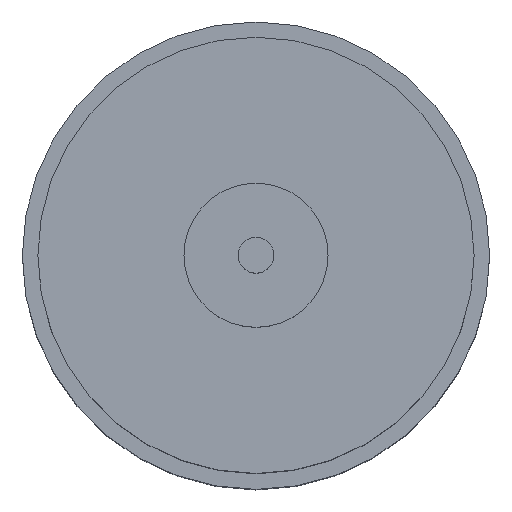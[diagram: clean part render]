
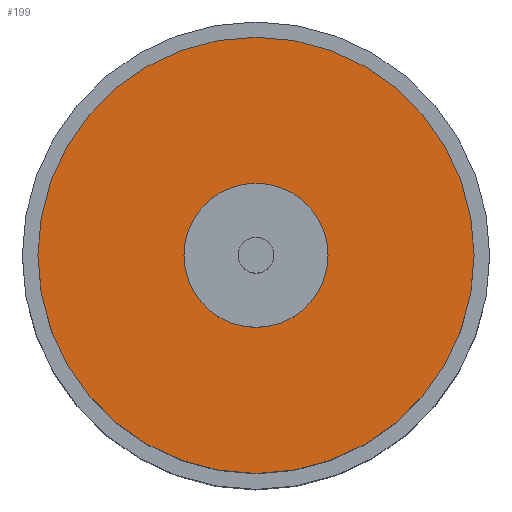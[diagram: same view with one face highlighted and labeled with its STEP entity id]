
A CAD part, top view. The second image highlights one B-rep face of the part: STEP entity #199.
In plain terms, the highlighted planar face has unit normal (0, 0, 1).
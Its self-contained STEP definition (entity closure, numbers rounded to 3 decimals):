
#130 = CYLINDRICAL_SURFACE('',#131,4.625);
#131 = AXIS2_PLACEMENT_3D('',#132,#133,#134);
#132 = CARTESIAN_POINT('',(0.,0.,-2.4));
#133 = DIRECTION('',(0.,0.,1.));
#134 = DIRECTION('',(1.,0.,0.));
#149 = VERTEX_POINT('',#150);
#150 = CARTESIAN_POINT('',(4.625,0.,38.));
#173 = EDGE_CURVE('',#149,#149,#174,.T.);
#174 = SURFACE_CURVE('',#175,(#180,#187),.PCURVE_S1.);
#175 = CIRCLE('',#176,4.625);
#176 = AXIS2_PLACEMENT_3D('',#177,#178,#179);
#177 = CARTESIAN_POINT('',(0.,0.,38.));
#178 = DIRECTION('',(0.,0.,1.));
#179 = DIRECTION('',(1.,0.,0.));
#180 = PCURVE('',#130,#181);
#181 = DEFINITIONAL_REPRESENTATION('',(#182),#186);
#182 = LINE('',#183,#184);
#183 = CARTESIAN_POINT('',(0.,40.4));
#184 = VECTOR('',#185,1.);
#185 = DIRECTION('',(1.,0.));
#186 = ( GEOMETRIC_REPRESENTATION_CONTEXT(2) 
PARAMETRIC_REPRESENTATION_CONTEXT() REPRESENTATION_CONTEXT('2D SPACE',''
  ) );
#187 = PCURVE('',#188,#193);
#188 = PLANE('',#189);
#189 = AXIS2_PLACEMENT_3D('',#190,#191,#192);
#190 = CARTESIAN_POINT('',(0.,0.,38.));
#191 = DIRECTION('',(0.,0.,1.));
#192 = DIRECTION('',(1.,0.,0.));
#193 = DEFINITIONAL_REPRESENTATION('',(#194),#198);
#194 = CIRCLE('',#195,4.625);
#195 = AXIS2_PLACEMENT_2D('',#196,#197);
#196 = CARTESIAN_POINT('',(0.,0.));
#197 = DIRECTION('',(1.,0.));
#198 = ( GEOMETRIC_REPRESENTATION_CONTEXT(2) 
PARAMETRIC_REPRESENTATION_CONTEXT() REPRESENTATION_CONTEXT('2D SPACE',''
  ) );
#199 = ADVANCED_FACE('',(#200,#231),#188,.T.);
#200 = FACE_BOUND('',#201,.T.);
#201 = EDGE_LOOP('',(#202));
#202 = ORIENTED_EDGE('',*,*,#203,.T.);
#203 = EDGE_CURVE('',#204,#204,#206,.T.);
#204 = VERTEX_POINT('',#205);
#205 = CARTESIAN_POINT('',(14.,0.,38.));
#206 = SURFACE_CURVE('',#207,(#212,#219),.PCURVE_S1.);
#207 = CIRCLE('',#208,14.);
#208 = AXIS2_PLACEMENT_3D('',#209,#210,#211);
#209 = CARTESIAN_POINT('',(0.,0.,38.));
#210 = DIRECTION('',(0.,0.,1.));
#211 = DIRECTION('',(1.,0.,0.));
#212 = PCURVE('',#188,#213);
#213 = DEFINITIONAL_REPRESENTATION('',(#214),#218);
#214 = CIRCLE('',#215,14.);
#215 = AXIS2_PLACEMENT_2D('',#216,#217);
#216 = CARTESIAN_POINT('',(0.,0.));
#217 = DIRECTION('',(1.,0.));
#218 = ( GEOMETRIC_REPRESENTATION_CONTEXT(2) 
PARAMETRIC_REPRESENTATION_CONTEXT() REPRESENTATION_CONTEXT('2D SPACE',''
  ) );
#219 = PCURVE('',#220,#225);
#220 = CYLINDRICAL_SURFACE('',#221,14.);
#221 = AXIS2_PLACEMENT_3D('',#222,#223,#224);
#222 = CARTESIAN_POINT('',(0.,0.,0.));
#223 = DIRECTION('',(0.,0.,1.));
#224 = DIRECTION('',(1.,0.,0.));
#225 = DEFINITIONAL_REPRESENTATION('',(#226),#230);
#226 = LINE('',#227,#228);
#227 = CARTESIAN_POINT('',(0.,38.));
#228 = VECTOR('',#229,1.);
#229 = DIRECTION('',(1.,0.));
#230 = ( GEOMETRIC_REPRESENTATION_CONTEXT(2) 
PARAMETRIC_REPRESENTATION_CONTEXT() REPRESENTATION_CONTEXT('2D SPACE',''
  ) );
#231 = FACE_BOUND('',#232,.T.);
#232 = EDGE_LOOP('',(#233));
#233 = ORIENTED_EDGE('',*,*,#173,.F.);
